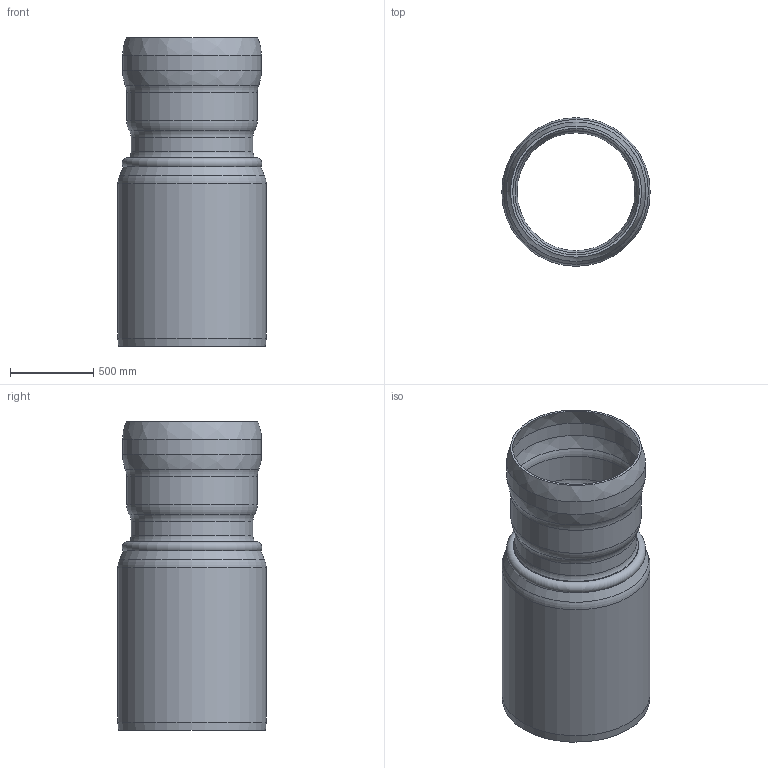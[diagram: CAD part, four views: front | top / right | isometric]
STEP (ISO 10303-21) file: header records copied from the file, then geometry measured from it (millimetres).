
FILE_DESCRIPTION(/* description */ (''),/* implementation_level */ '2;1');
FILE_NAME(/* name */ '5.600.CM0C_3D.stp',/* time_stamp */ '2024-12-11T11:54:53+01:00',/* author */ ('CAD'),/* organization */ (''),/* preprocessor_version */ 'ST-DEVELOPER v20',/* originating_system */ 'AutoCAD Mechanical',/* authorisation */ '');
FILE_SCHEMA (('AUTOMOTIVE_DESIGN { 1 0 10303 214 3 1 1 }'));
Length unit declared in the file: centimetre
Products named in the file (1): Product
Bounding box: 889 x 889 x 1850.03 mm (x, y, z)
Volume: 61658624 mm3; surface area: 10327877 mm2
Topology: 3 solids, 3 shells, 36 faces, 87 edges, 56 vertices
Faces by surface type: torus 11, cone 8, cylinder 8, plane 5, bspline 4
Full cylindrical faces by diameter (mm): 706 x1, 730 x1, 759 x1, 783 x1, 809 x1, 833 x1, 865 x1, 889 x1
Entity records: 1215 total; most frequent: CARTESIAN_POINT 284, DIRECTION 224, ORIENTED_EDGE 174, AXIS2_PLACEMENT_3D 104, EDGE_CURVE 87, CIRCLE 71, VERTEX_POINT 56, EDGE_LOOP 41
